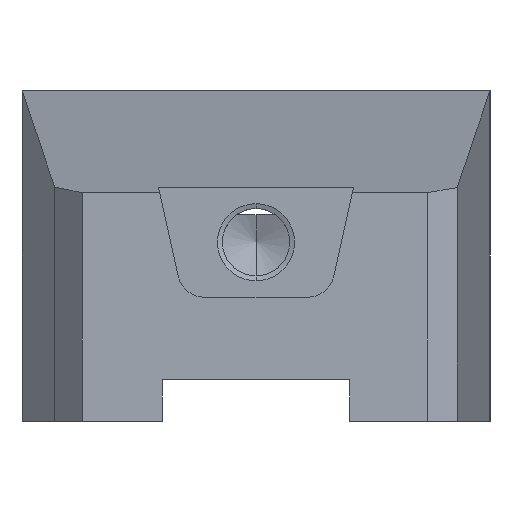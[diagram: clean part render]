
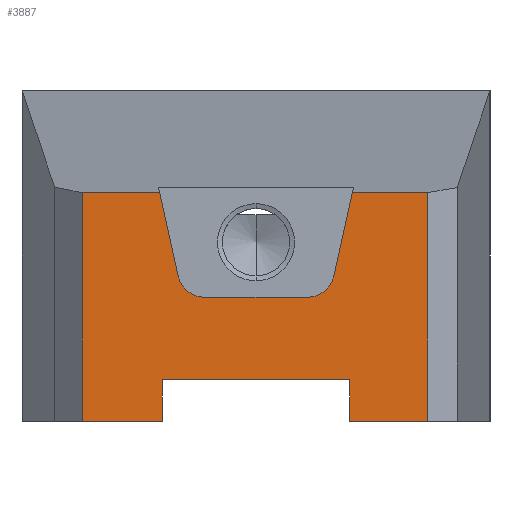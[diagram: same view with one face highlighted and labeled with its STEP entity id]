
A CAD part, left-side view. The second image highlights one B-rep face of the part: STEP entity #3887.
In plain terms, the highlighted planar face has unit normal (-1, 0, 0).
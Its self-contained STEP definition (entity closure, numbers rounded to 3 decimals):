
#2053=EDGE_CURVE('NONE',#3367,#3575,#5768,.T.);
#2271=EDGE_CURVE('Kante14',#2831,#5225,#6013,.T.);
#2637=VERTEX_POINT('NONE',#6427);
#2759=EDGE_CURVE('NONE',#4835,#3575,#6568,.T.);
#2831=VERTEX_POINT('NONE',#6647);
#2979=EDGE_CURVE('NONE',#4815,#4463,#6820,.T.);
#3001=EDGE_CURVE('NONE',#4463,#2831,#6844,.T.);
#3359=EDGE_CURVE('NONE',#3649,#3497,#7259,.T.);
#3367=VERTEX_POINT('NONE',#7270);
#3411=EDGE_CURVE('NONE',#4961,#3649,#7346,.T.);
#3497=VERTEX_POINT('NONE',#7443);
#3575=VERTEX_POINT('NONE',#7524);
#3649=VERTEX_POINT('NONE',#7611);
#3783=EDGE_CURVE('NONE',#2637,#3881,#7755,.T.);
#3881=VERTEX_POINT('NONE',#7865);
#3887=ADVANCED_FACE('Fl�che46',(#7872),#7873,.T.);
#3925=EDGE_CURVE('NONE',#3497,#5165,#7915,.T.);
#4463=VERTEX_POINT('NONE',#8523);
#4495=EDGE_CURVE('NONE',#3367,#5451,#8557,.T.);
#4561=EDGE_CURVE('NONE',#4815,#3881,#8631,.T.);
#4815=VERTEX_POINT('NONE',#8917);
#4835=VERTEX_POINT('NONE',#8937);
#4873=EDGE_CURVE('NONE',#2637,#4961,#8977,.T.);
#4961=VERTEX_POINT('NONE',#9072);
#5165=VERTEX_POINT('NONE',#9305);
#5225=VERTEX_POINT('NONE',#9372);
#5307=EDGE_CURVE('NONE',#5165,#5451,#9460,.T.);
#5451=VERTEX_POINT('NONE',#9630);
#5463=EDGE_CURVE('Kante24',#5225,#4835,#9645,.T.);
#5768=LINE('',#9998,#9999);
#6013=LINE('',#10319,#10320);
#6427=CARTESIAN_POINT('',(-680.0,-35.,-37.));
#6568=LINE('',#11029,#11030);
#6647=CARTESIAN_POINT('',(-680.0,-34.0,-105.0));
#6820=LINE('',#11380,#11381);
#6844=LINE('',#11407,#11408);
#7259=LINE('',#11962,#11963);
#7270=CARTESIAN_POINT('',(-680.0,63.163,-37.0));
#7346=CIRCLE('',#12070,10.);
#7443=CARTESIAN_POINT('',(-680.0,18.55,-75.0));
#7524=CARTESIAN_POINT('',(-680.0,63.163,-120.0));
#7611=CARTESIAN_POINT('',(-680.0,-18.55,-75.0));
#7755=LINE('',#12633,#12634);
#7865=CARTESIAN_POINT('',(-680.0,-62.443,-37.0));
#7872=FACE_OUTER_BOUND('',#12782,.T.);
#7873=PLANE('',#12783);
#7915=CIRCLE('',#12841,10.);
#8523=CARTESIAN_POINT('',(-680.0,-34.0,-120.0));
#8557=LINE('',#13683,#13684);
#8631=LINE('',#13786,#13787);
#8917=CARTESIAN_POINT('',(-680.0,-62.443,-120.0));
#8937=CARTESIAN_POINT('',(-680.0,34.0,-120.0));
#8977=LINE('',#14279,#14280);
#9072=CARTESIAN_POINT('',(-680.0,-28.313,-67.164));
#9305=CARTESIAN_POINT('',(-680.0,28.313,-67.164));
#9372=CARTESIAN_POINT('',(-680.0,34.0,-105.0));
#9460=LINE('',#14917,#14918);
#9630=CARTESIAN_POINT('',(-680.0,35.,-37.));
#9645=LINE('',#15143,#15144);
#9998=CARTESIAN_POINT('',(-680.0,63.163,-120.0));
#9999=VECTOR('',#15563,1000.0);
#10319=CARTESIAN_POINT('',(-680.0,85.0,-105.0));
#10320=VECTOR('',#15878,1000.0);
#11029=CARTESIAN_POINT('',(-680.0,-85.0,-120.0));
#11030=VECTOR('',#16597,1000.0);
#11380=CARTESIAN_POINT('',(-680.0,-85.0,-120.0));
#11381=VECTOR('',#16917,1000.0);
#11407=CARTESIAN_POINT('',(-680.0,-34.0,-120.0));
#11408=VECTOR('',#16936,1000.0);
#11962=CARTESIAN_POINT('',(-680.,120.24,-75.0));
#11963=VECTOR('',#17476,1000.0);
#12070=AXIS2_PLACEMENT_3D('',#17610,#17611,#17612);
#12633=CARTESIAN_POINT('',(-680.0,85.0,-37.0));
#12634=VECTOR('',#18054,1000.0);
#12782=EDGE_LOOP('',(#18182,#18183,#18184,#18185,#18186,#18187,#18188,#18189,#18190,#18191,#18192,#18193,#18194,#18195));
#12783=AXIS2_PLACEMENT_3D('',#18196,#18197,#18198);
#12841=AXIS2_PLACEMENT_3D('',#18248,#18249,#18250);
#13683=CARTESIAN_POINT('',(-680.0,85.0,-37.0));
#13684=VECTOR('',#19027,1000.0);
#13786=CARTESIAN_POINT('',(-680.0,-62.443,-37.0));
#13787=VECTOR('',#19128,1000.0);
#14279=CARTESIAN_POINT('',(-680.0,-19.592,-106.5));
#14280=VECTOR('',#19534,1000.0);
#14917=CARTESIAN_POINT('',(-680.0,30.858,-55.684));
#14918=VECTOR('',#20033,1000.0);
#15143=CARTESIAN_POINT('',(-680.0,34.0,-120.0));
#15144=VECTOR('',#20267,1000.0);
#15563=DIRECTION('',(0.0,0.0,-1.0));
#15878=DIRECTION('',(0.0,1.0,0.0));
#16597=DIRECTION('',(0.0,1.0,0.0));
#16917=DIRECTION('',(0.0,1.0,0.0));
#16936=DIRECTION('',(0.0,0.,1.0));
#17476=DIRECTION('',(0.,1.0,0.0));
#17610=CARTESIAN_POINT('',(-680.0,-18.55,-65.0));
#17611=DIRECTION('',(1.0,0.,0.));
#17612=DIRECTION('',(0.,0.,-1.0));
#18054=DIRECTION('',(0.0,-1.0,0.0));
#18182=ORIENTED_EDGE('',*,*,#3783,.F.);
#18183=ORIENTED_EDGE('',*,*,#4873,.T.);
#18184=ORIENTED_EDGE('',*,*,#3411,.T.);
#18185=ORIENTED_EDGE('',*,*,#3359,.T.);
#18186=ORIENTED_EDGE('',*,*,#3925,.T.);
#18187=ORIENTED_EDGE('',*,*,#5307,.T.);
#18188=ORIENTED_EDGE('',*,*,#4495,.F.);
#18189=ORIENTED_EDGE('',*,*,#2053,.T.);
#18190=ORIENTED_EDGE('',*,*,#2759,.F.);
#18191=ORIENTED_EDGE('',*,*,#5463,.F.);
#18192=ORIENTED_EDGE('',*,*,#2271,.F.);
#18193=ORIENTED_EDGE('',*,*,#3001,.F.);
#18194=ORIENTED_EDGE('',*,*,#2979,.F.);
#18195=ORIENTED_EDGE('',*,*,#4561,.T.);
#18196=CARTESIAN_POINT('',(-680.0,85.0,-120.0));
#18197=DIRECTION('',(-1.0,0.0,0.0));
#18198=DIRECTION('',(0.0,-1.0,0.0));
#18248=CARTESIAN_POINT('',(-680.0,18.55,-65.0));
#18249=DIRECTION('',(1.0,0.,0.0));
#18250=DIRECTION('',(0.0,0.0,-1.0));
#19027=DIRECTION('',(0.0,-1.0,0.0));
#19128=DIRECTION('',(0.0,0.0,1.0));
#19534=DIRECTION('',(0.,0.216,-0.976));
#20033=DIRECTION('',(0.,0.216,0.976));
#20267=DIRECTION('',(0.0,0.,-1.0));
